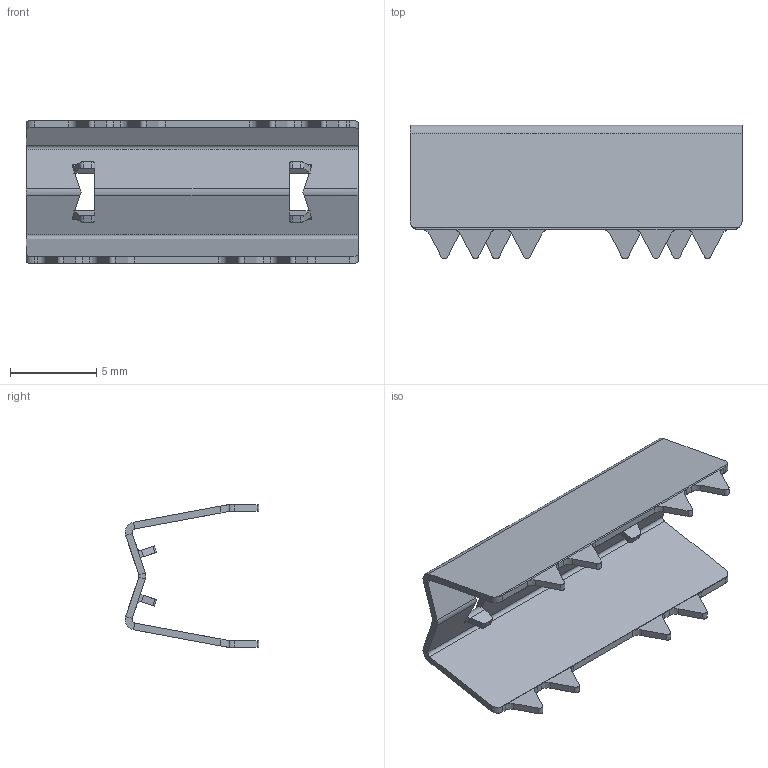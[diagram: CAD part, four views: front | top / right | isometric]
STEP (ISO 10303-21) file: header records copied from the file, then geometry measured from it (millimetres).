
FILE_DESCRIPTION (( 'STEP AP214' ), '1' );
FILE_NAME ('À161 Çàæèì ðåìíÿ(ïîäðîáíàÿ ìîäåëü).STEP', '2019-02-25T11:39:31', ( 'admin' ), ( '' ), 'SwSTEP 2.0', 'SolidWorks 2014', '' );
FILE_SCHEMA (( 'AUTOMOTIVE_DESIGN' ));
Length unit declared in the file: millimetre
Products named in the file (1): À161 Çàæèì ðåìíÿ(ïîäðîáíàÿ ìîäåëü)
Bounding box: 19.3 x 7.77 x 8.3 mm (x, y, z)
Volume: 142.5 mm3; surface area: 759.2 mm2
Topology: 1 solids, 1 shells, 172 faces, 418 edges, 244 vertices
Faces by surface type: plane 106, cylinder 58, bspline 8
Entity records: 5188 total; most frequent: CARTESIAN_POINT 1211, ORIENTED_EDGE 836, DIRECTION 804, EDGE_CURVE 418, LINE 298, VECTOR 298, AXIS2_PLACEMENT_3D 253, VERTEX_POINT 244
